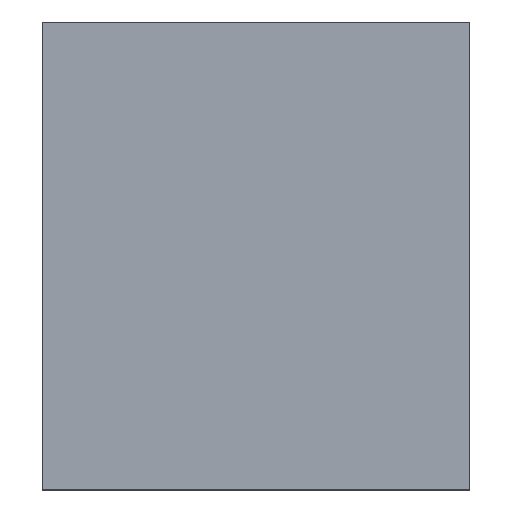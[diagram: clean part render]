
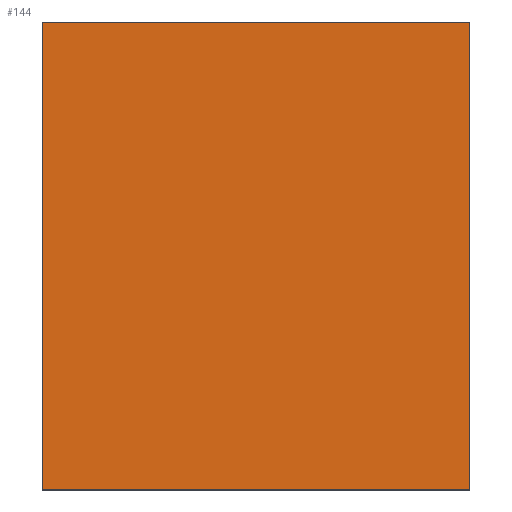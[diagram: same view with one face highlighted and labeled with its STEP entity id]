
A CAD part, top view. The second image highlights one B-rep face of the part: STEP entity #144.
In plain terms, the highlighted planar face has unit normal (0, 0, 1).
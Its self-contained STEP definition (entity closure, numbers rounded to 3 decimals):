
#3 = LINE ( 'NONE', #387, #411 ) ;
#30 = LINE ( 'NONE', #87, #271 ) ;
#57 = EDGE_LOOP ( 'NONE', ( #678, #136, #681, #665 ) ) ;
#60 = CARTESIAN_POINT ( 'NONE',  ( 0., 47., 43. ) ) ;
#87 = CARTESIAN_POINT ( 'NONE',  ( -43., 47., 43. ) ) ;
#114 = CARTESIAN_POINT ( 'NONE',  ( -43., 47., 43. ) ) ;
#129 = EDGE_CURVE ( 'NONE', #598, #605, #30, .T. ) ;
#136 = ORIENTED_EDGE ( 'NONE', *, *, #168, .T. ) ;
#144 = ADVANCED_FACE ( 'NONE', ( #410 ), #663, .T. ) ;
#168 = EDGE_CURVE ( 'NONE', #605, #185, #465, .T. ) ;
#185 = VERTEX_POINT ( 'NONE', #612 ) ;
#220 = CARTESIAN_POINT ( 'NONE',  ( 0., 47., 43. ) ) ;
#245 = DIRECTION ( 'NONE',  ( 1., 0., 0. ) ) ;
#263 = LINE ( 'NONE', #60, #549 ) ;
#271 = VECTOR ( 'NONE', #566, 1000. ) ;
#292 = CARTESIAN_POINT ( 'NONE',  ( -43., 0., 43. ) ) ;
#332 = CARTESIAN_POINT ( 'NONE',  ( -43., 0., 43. ) ) ;
#335 = AXIS2_PLACEMENT_3D ( 'NONE', #348, #519, #245 ) ;
#343 = DIRECTION ( 'NONE',  ( 1., 0., 0. ) ) ;
#348 = CARTESIAN_POINT ( 'NONE',  ( 0., 0., 43. ) ) ;
#387 = CARTESIAN_POINT ( 'NONE',  ( -43., 47., 43. ) ) ;
#410 = FACE_OUTER_BOUND ( 'NONE', #57, .T. ) ;
#411 = VECTOR ( 'NONE', #544, 1000. ) ;
#465 = LINE ( 'NONE', #292, #636 ) ;
#519 = DIRECTION ( 'NONE',  ( 0., 0., 1. ) ) ;
#532 = DIRECTION ( 'NONE',  ( 0., 1., 0. ) ) ;
#544 = DIRECTION ( 'NONE',  ( -1., 0., 0. ) ) ;
#545 = EDGE_CURVE ( 'NONE', #185, #671, #263, .T. ) ;
#549 = VECTOR ( 'NONE', #532, 1000. ) ;
#566 = DIRECTION ( 'NONE',  ( 0., -1., 0. ) ) ;
#573 = EDGE_CURVE ( 'NONE', #671, #598, #3, .T. ) ;
#598 = VERTEX_POINT ( 'NONE', #114 ) ;
#605 = VERTEX_POINT ( 'NONE', #332 ) ;
#612 = CARTESIAN_POINT ( 'NONE',  ( 0., 0., 43. ) ) ;
#636 = VECTOR ( 'NONE', #343, 1000. ) ;
#663 = PLANE ( 'NONE',  #335 ) ;
#665 = ORIENTED_EDGE ( 'NONE', *, *, #573, .T. ) ;
#671 = VERTEX_POINT ( 'NONE', #220 ) ;
#678 = ORIENTED_EDGE ( 'NONE', *, *, #129, .T. ) ;
#681 = ORIENTED_EDGE ( 'NONE', *, *, #545, .T. ) ;
